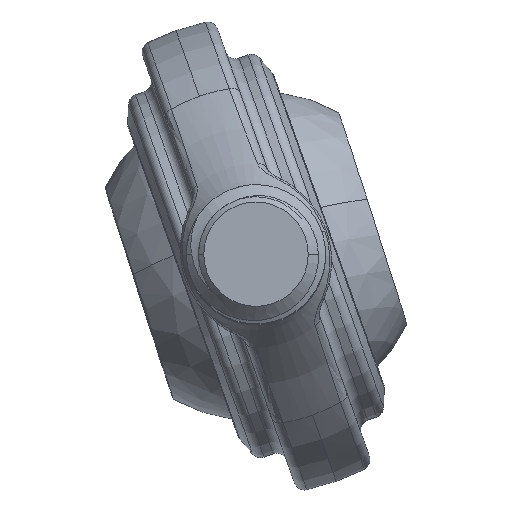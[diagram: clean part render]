
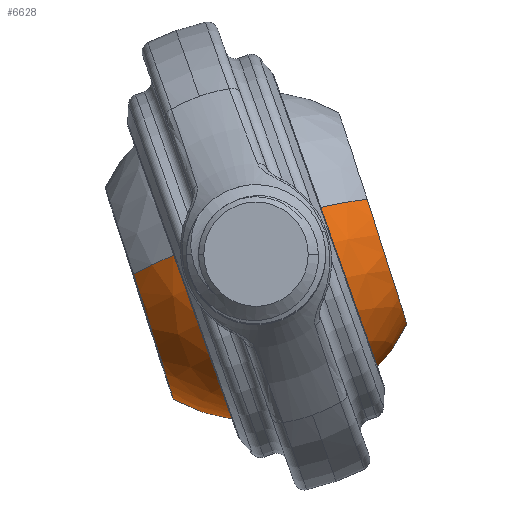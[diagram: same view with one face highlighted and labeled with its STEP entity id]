
A CAD part, top view. The second image highlights one B-rep face of the part: STEP entity #6628.
In plain terms, the highlighted spherical face has radius 4.755 mm.
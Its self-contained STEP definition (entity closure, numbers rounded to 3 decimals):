
#20 = CIRCLE ( 'NONE', #3836, 3.191 ) ;
#26 = CARTESIAN_POINT ( 'NONE',  ( -3.191, 0., 3.525 ) ) ;
#56 = CARTESIAN_POINT ( 'NONE',  ( 0., 0., 0. ) ) ;
#128 = CARTESIAN_POINT ( 'NONE',  ( 0., 0., 3.525 ) ) ;
#177 = CARTESIAN_POINT ( 'NONE',  ( 0., 0., -3.525 ) ) ;
#199 = VERTEX_POINT ( 'NONE', #26 ) ;
#281 = VERTEX_POINT ( 'NONE', #5071 ) ;
#933 = EDGE_CURVE ( 'NONE', #5303, #7369, #20, .T. ) ;
#1425 = CARTESIAN_POINT ( 'NONE',  ( 0., 0., 0. ) ) ;
#1833 = AXIS2_PLACEMENT_3D ( 'NONE', #56, #4181, #8404 ) ;
#2189 = AXIS2_PLACEMENT_3D ( 'NONE', #1425, #9011, #4119 ) ;
#2247 = DIRECTION ( 'NONE',  ( -1., 0., 0. ) ) ;
#2255 = DIRECTION ( 'NONE',  ( 1., 0., 0. ) ) ;
#2451 = CARTESIAN_POINT ( 'NONE',  ( 3.191, 0., -3.525 ) ) ;
#2491 = EDGE_CURVE ( 'NONE', #281, #199, #4345, .T. ) ;
#2933 = DIRECTION ( 'NONE',  ( 0., -1., 0. ) ) ;
#2997 = CARTESIAN_POINT ( 'NONE',  ( 0., 0., 0. ) ) ;
#3012 = SPHERICAL_SURFACE ( 'NONE', #3418, 4.755 ) ;
#3286 = ORIENTED_EDGE ( 'NONE', *, *, #933, .F. ) ;
#3293 = CARTESIAN_POINT ( 'NONE',  ( -3.191, 0., -3.525 ) ) ;
#3344 = ORIENTED_EDGE ( 'NONE', *, *, #8309, .T. ) ;
#3418 = AXIS2_PLACEMENT_3D ( 'NONE', #2997, #2933, #2255 ) ;
#3531 = DIRECTION ( 'NONE',  ( -1., 0., 0. ) ) ;
#3836 = AXIS2_PLACEMENT_3D ( 'NONE', #177, #5654, #3531 ) ;
#4119 = DIRECTION ( 'NONE',  ( 0., 0., 1. ) ) ;
#4181 = DIRECTION ( 'NONE',  ( 0., -1., 0. ) ) ;
#4345 = CIRCLE ( 'NONE', #4459, 3.191 ) ;
#4459 = AXIS2_PLACEMENT_3D ( 'NONE', #128, #6411, #2247 ) ;
#5071 = CARTESIAN_POINT ( 'NONE',  ( 3.191, 0., 3.525 ) ) ;
#5303 = VERTEX_POINT ( 'NONE', #2451 ) ;
#5385 = CIRCLE ( 'NONE', #2189, 4.755 ) ;
#5654 = DIRECTION ( 'NONE',  ( 0., 0., -1. ) ) ;
#6411 = DIRECTION ( 'NONE',  ( 0., 0., -1. ) ) ;
#6628 = ADVANCED_FACE ( 'NONE', ( #7761 ), #3012, .T. ) ;
#7319 = ORIENTED_EDGE ( 'NONE', *, *, #8758, .F. ) ;
#7369 = VERTEX_POINT ( 'NONE', #3293 ) ;
#7756 = CIRCLE ( 'NONE', #1833, 4.755 ) ;
#7761 = FACE_OUTER_BOUND ( 'NONE', #7795, .T. ) ;
#7795 = EDGE_LOOP ( 'NONE', ( #8696, #3344, #3286, #7319 ) ) ;
#8309 = EDGE_CURVE ( 'NONE', #199, #7369, #7756, .T. ) ;
#8404 = DIRECTION ( 'NONE',  ( 1., 0., 0. ) ) ;
#8696 = ORIENTED_EDGE ( 'NONE', *, *, #2491, .T. ) ;
#8758 = EDGE_CURVE ( 'NONE', #281, #5303, #5385, .T. ) ;
#9011 = DIRECTION ( 'NONE',  ( 0., 1., 0. ) ) ;
